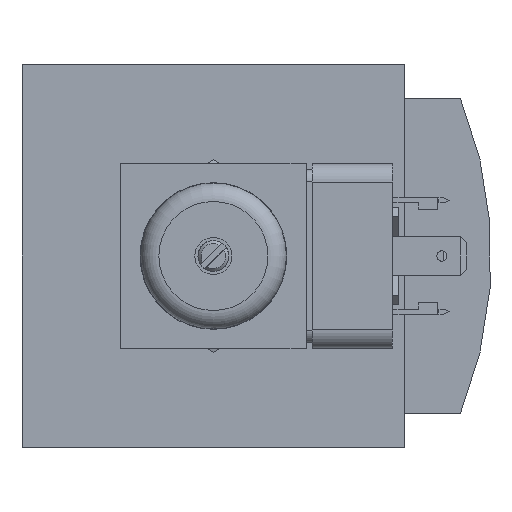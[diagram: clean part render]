
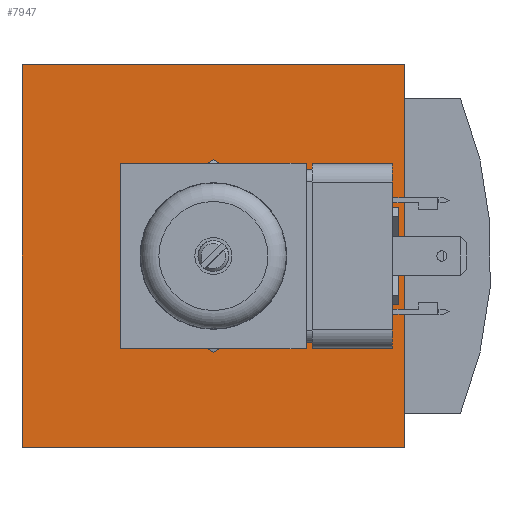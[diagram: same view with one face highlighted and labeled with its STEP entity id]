
A CAD part, front view. The second image highlights one B-rep face of the part: STEP entity #7947.
In plain terms, the highlighted planar face has unit normal (0, -1, 0).
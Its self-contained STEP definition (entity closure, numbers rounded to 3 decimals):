
#168=PLANE('',#10070);
#654=LINE('',#13425,#1544);
#662=LINE('',#13440,#1552);
#678=LINE('',#13470,#1568);
#718=LINE('',#13561,#1608);
#1544=VECTOR('',#11035,1000.);
#1552=VECTOR('',#11045,1000.);
#1568=VECTOR('',#11063,1000.);
#1608=VECTOR('',#11141,1000.);
#2245=CIRCLE('',#10071,11.288);
#2962=ORIENTED_EDGE('',*,*,#5066,.F.);
#2963=ORIENTED_EDGE('',*,*,#4982,.F.);
#2964=ORIENTED_EDGE('',*,*,#4974,.F.);
#2965=ORIENTED_EDGE('',*,*,#4998,.F.);
#2966=ORIENTED_EDGE('',*,*,#5047,.F.);
#4974=EDGE_CURVE('',#6052,#6053,#654,.T.);
#4982=EDGE_CURVE('',#6053,#6059,#662,.T.);
#4998=EDGE_CURVE('',#6071,#6052,#678,.T.);
#5047=EDGE_CURVE('',#6059,#6071,#718,.T.);
#5066=EDGE_CURVE('',#6113,#6113,#2245,.T.);
#6052=VERTEX_POINT('',#13424);
#6053=VERTEX_POINT('',#13426);
#6059=VERTEX_POINT('',#13441);
#6071=VERTEX_POINT('',#13469);
#6113=VERTEX_POINT('',#13600);
#6769=EDGE_LOOP('',(#2962));
#6770=EDGE_LOOP('',(#2963,#2964,#2965,#2966));
#7325=FACE_BOUND('',#6769,.T.);
#7326=FACE_BOUND('',#6770,.T.);
#7947=ADVANCED_FACE('',(#7325,#7326),#168,.F.);
#10070=AXIS2_PLACEMENT_3D('',#13598,#11183,#11184);
#10071=AXIS2_PLACEMENT_3D('',#13599,#11185,#11186);
#11035=DIRECTION('',(-1.,0.,0.));
#11045=DIRECTION('',(0.,0.,1.));
#11063=DIRECTION('',(0.,0.,-1.));
#11141=DIRECTION('',(1.,0.,0.));
#11183=DIRECTION('',(0.,1.,0.));
#11184=DIRECTION('',(0.,0.,1.));
#11185=DIRECTION('',(0.,-1.,0.));
#11186=DIRECTION('',(0.,0.,-1.));
#13424=CARTESIAN_POINT('',(31.,-45.,-31.));
#13425=CARTESIAN_POINT('',(31.,-45.,-31.));
#13426=CARTESIAN_POINT('',(-31.,-45.,-31.));
#13440=CARTESIAN_POINT('',(-31.,-45.,-31.));
#13441=CARTESIAN_POINT('',(-31.,-45.,31.));
#13469=CARTESIAN_POINT('',(31.,-45.,31.));
#13470=CARTESIAN_POINT('',(31.,-45.,31.));
#13561=CARTESIAN_POINT('',(-31.,-45.,31.));
#13598=CARTESIAN_POINT('',(0.,-45.,0.));
#13599=CARTESIAN_POINT('',(0.,-45.,0.));
#13600=CARTESIAN_POINT('',(0.,-45.,-11.288));
